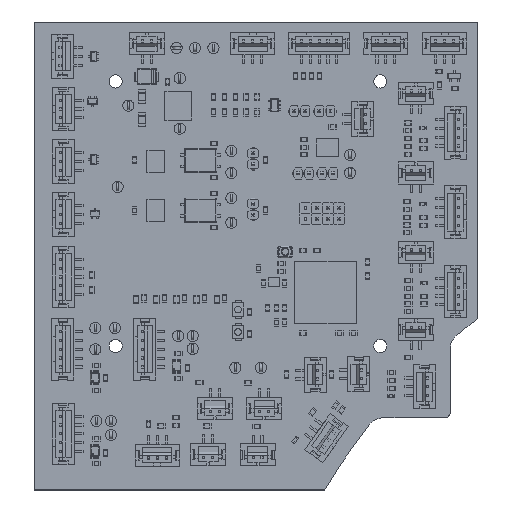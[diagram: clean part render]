
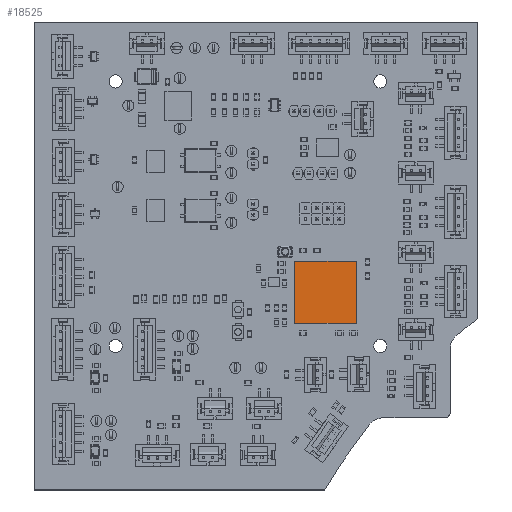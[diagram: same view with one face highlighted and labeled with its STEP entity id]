
A CAD part, top view. The second image highlights one B-rep face of the part: STEP entity #18525.
In plain terms, the highlighted planar face has unit normal (0, 0, 1).
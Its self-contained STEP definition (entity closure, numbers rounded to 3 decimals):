
#18396 = VERTEX_POINT('',#18397);
#18397 = CARTESIAN_POINT('',(-7.,-7.,1.55));
#18403 = EDGE_CURVE('',#18396,#18404,#18406,.T.);
#18404 = VERTEX_POINT('',#18405);
#18405 = CARTESIAN_POINT('',(7.,-7.,1.55));
#18406 = LINE('',#18407,#18408);
#18407 = CARTESIAN_POINT('',(-7.,-7.,1.55));
#18408 = VECTOR('',#18409,1.);
#18409 = DIRECTION('',(1.,0.,0.));
#18434 = EDGE_CURVE('',#18404,#18435,#18437,.T.);
#18435 = VERTEX_POINT('',#18436);
#18436 = CARTESIAN_POINT('',(7.,7.,1.55));
#18437 = LINE('',#18438,#18439);
#18438 = CARTESIAN_POINT('',(7.,-7.,1.55));
#18439 = VECTOR('',#18440,1.);
#18440 = DIRECTION('',(0.,1.,0.));
#18465 = EDGE_CURVE('',#18435,#18466,#18468,.T.);
#18466 = VERTEX_POINT('',#18467);
#18467 = CARTESIAN_POINT('',(-7.,7.,1.55));
#18468 = LINE('',#18469,#18470);
#18469 = CARTESIAN_POINT('',(7.,7.,1.55));
#18470 = VECTOR('',#18471,1.);
#18471 = DIRECTION('',(-1.,0.,0.));
#18496 = EDGE_CURVE('',#18466,#18396,#18497,.T.);
#18497 = LINE('',#18498,#18499);
#18498 = CARTESIAN_POINT('',(-7.,7.,1.55));
#18499 = VECTOR('',#18500,1.);
#18500 = DIRECTION('',(0.,-1.,0.));
#18525 = ADVANCED_FACE('',(#18526),#18532,.F.);
#18526 = FACE_BOUND('',#18527,.T.);
#18527 = EDGE_LOOP('',(#18528,#18529,#18530,#18531));
#18528 = ORIENTED_EDGE('',*,*,#18403,.T.);
#18529 = ORIENTED_EDGE('',*,*,#18434,.T.);
#18530 = ORIENTED_EDGE('',*,*,#18465,.T.);
#18531 = ORIENTED_EDGE('',*,*,#18496,.T.);
#18532 = PLANE('',#18533);
#18533 = AXIS2_PLACEMENT_3D('',#18534,#18535,#18536);
#18534 = CARTESIAN_POINT('',(-7.,-7.,1.55));
#18535 = DIRECTION('',(0.,0.,-1.));
#18536 = DIRECTION('',(-1.,0.,0.));
